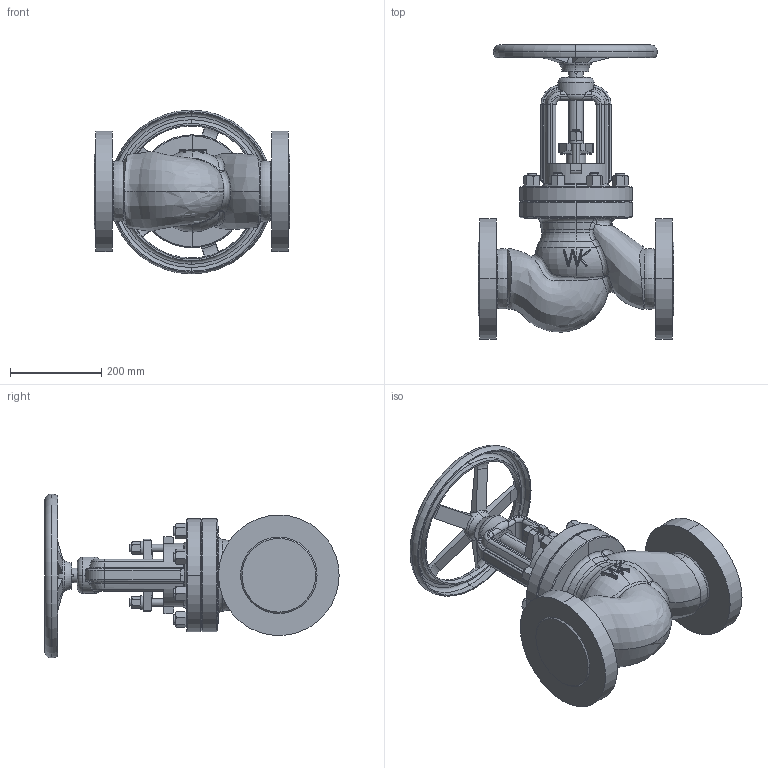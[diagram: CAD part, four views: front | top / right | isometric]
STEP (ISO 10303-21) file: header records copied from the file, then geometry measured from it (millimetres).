
FILE_DESCRIPTION (( 'STEP AP214' ), '1' );
FILE_NAME ('[100] 530 DN100 3-1580 katalog uproszczony.STEP', '2015-03-19T07:59:30', ( '' ), ( '' ), 'SwSTEP 2.0', 'SolidWorks 2015', '' );
FILE_SCHEMA (( 'AUTOMOTIVE_DESIGN' ));
Length unit declared in the file: millimetre
Products named in the file (1): [100] 530 DN100 3-1580 katalog uproszczony
Bounding box: 430 x 646.5 x 360 mm (x, y, z)
Volume: 18566726.9 mm3; surface area: 1006784 mm2
Topology: 1 solids, 1 shells, 669 faces, 1651 edges, 997 vertices
Faces by surface type: plane 209, cone 176, cylinder 166, torus 65, bspline 32, sphere 21
Entity records: 41496 total; most frequent: CARTESIAN_POINT 21160, ORIENTED_EDGE 3268, DIRECTION 3019, EDGE_CURVE 1634, AXIS2_PLACEMENT_3D 1282, VERTEX_POINT 996, EDGE_LOOP 732, ADVANCED_FACE 669
